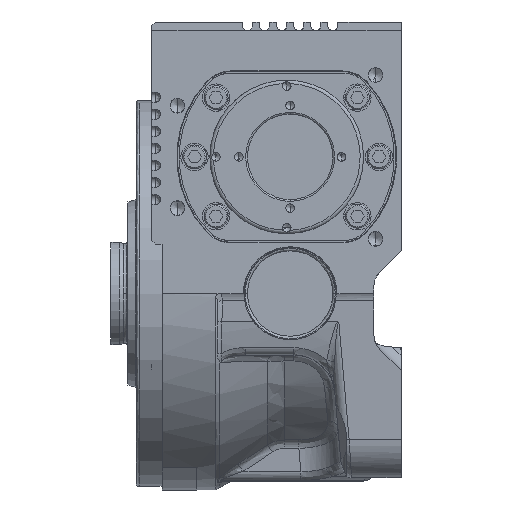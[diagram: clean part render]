
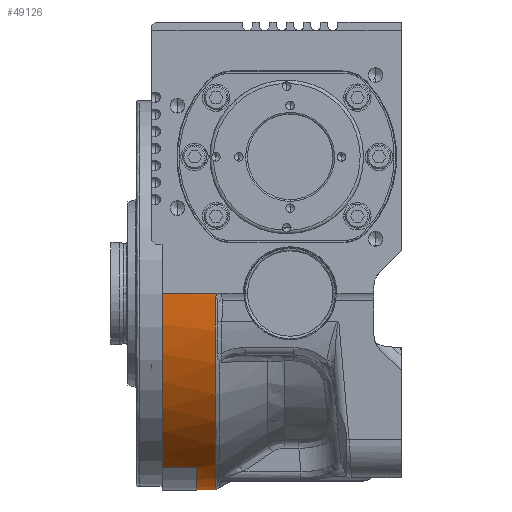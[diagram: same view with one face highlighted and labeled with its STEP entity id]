
A CAD part, left-side view. The second image highlights one B-rep face of the part: STEP entity #49126.
In plain terms, the highlighted cylindrical face has radius 57.5 mm (diameter 115 mm), a partial arc.
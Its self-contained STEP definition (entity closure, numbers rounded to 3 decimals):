
#80 = ORIENTED_EDGE ( 'NONE', *, *, #32717, .T. ) ;
#3204 = DIRECTION ( 'NONE',  ( 0., -1., 0. ) ) ;
#4397 = DIRECTION ( 'NONE',  ( 0., 1., 0. ) ) ;
#4924 = DIRECTION ( 'NONE',  ( 0., -1., 0. ) ) ;
#5090 = CARTESIAN_POINT ( 'NONE',  ( -57.499, 21.5, -0.383 ) ) ;
#7000 = DIRECTION ( 'NONE',  ( 0., -1., 0. ) ) ;
#7092 = CARTESIAN_POINT ( 'NONE',  ( 57.499, 21.5, -0.381 ) ) ;
#8126 = ORIENTED_EDGE ( 'NONE', *, *, #15915, .T. ) ;
#8749 = EDGE_CURVE ( 'NONE', #27717, #76553, #17756, .T. ) ;
#8914 = LINE ( 'NONE', #22987, #75056 ) ;
#9089 = CARTESIAN_POINT ( 'NONE',  ( -26.464, 21.5, -51.048 ) ) ;
#9156 = CIRCLE ( 'NONE', #70555, 57.5 ) ;
#9536 = DIRECTION ( 'NONE',  ( 0., 1., 0. ) ) ;
#9898 = CARTESIAN_POINT ( 'NONE',  ( 57.488, 21.86, -1.155 ) ) ;
#10243 = CARTESIAN_POINT ( 'NONE',  ( 57.488, 21.86, -1.155 ) ) ;
#10427 = VECTOR ( 'NONE', #4924, 1000. ) ;
#11338 = CARTESIAN_POINT ( 'NONE',  ( 57.5, 40.5, 0. ) ) ;
#13196 = VERTEX_POINT ( 'NONE', #51992 ) ;
#15915 = EDGE_CURVE ( 'NONE', #76553, #67963, #46503, .T. ) ;
#16273 = EDGE_CURVE ( 'NONE', #19715, #27717, #49319, .T. ) ;
#16763 = LINE ( 'NONE', #9089, #29993 ) ;
#17331 = AXIS2_PLACEMENT_3D ( 'NONE', #59180, #3204, #21997 ) ;
#17756 = LINE ( 'NONE', #11338, #10427 ) ;
#19008 = B_SPLINE_CURVE_WITH_KNOTS ( 'NONE', 3,
 ( #64408, #56309, #76378, #57158 ),
 .UNSPECIFIED., .F., .F.,
 ( 4, 4 ),
 ( 0., 1. ),
 .UNSPECIFIED. ) ;
#19261 = DIRECTION ( 'NONE',  ( -1., 0., 0. ) ) ;
#19715 = VERTEX_POINT ( 'NONE', #21185 ) ;
#20094 = VERTEX_POINT ( 'NONE', #31972 ) ;
#21185 = CARTESIAN_POINT ( 'NONE',  ( 26.464, 37.5, -51.048 ) ) ;
#21997 = DIRECTION ( 'NONE',  ( -1., 0., 0. ) ) ;
#22794 = CIRCLE ( 'NONE', #80054, 57.5 ) ;
#22825 = VERTEX_POINT ( 'NONE', #69156 ) ;
#22902 = VERTEX_POINT ( 'NONE', #5090 ) ;
#22987 = CARTESIAN_POINT ( 'NONE',  ( -57.5, 40.5, 0. ) ) ;
#23223 = VERTEX_POINT ( 'NONE', #62220 ) ;
#23507 = B_SPLINE_CURVE_WITH_KNOTS ( 'NONE', 3,
 ( #53429, #40163, #33755, #66656 ),
 .UNSPECIFIED., .F., .F.,
 ( 4, 4 ),
 ( 0., 1. ),
 .UNSPECIFIED. ) ;
#25620 = EDGE_CURVE ( 'NONE', #43348, #20094, #22794, .T. ) ;
#25635 = DIRECTION ( 'NONE',  ( 0., 1., 0. ) ) ;
#25746 = ORIENTED_EDGE ( 'NONE', *, *, #74596, .T. ) ;
#26574 = CARTESIAN_POINT ( 'NONE',  ( -57.499, 21.5, -0.383 ) ) ;
#27717 = VERTEX_POINT ( 'NONE', #54007 ) ;
#28244 = CARTESIAN_POINT ( 'NONE',  ( -57.488, 21.86, -1.155 ) ) ;
#28994 = CARTESIAN_POINT ( 'NONE',  ( 0., 21.86, -57.5 ) ) ;
#29275 = EDGE_CURVE ( 'NONE', #63392, #55905, #9156, .T. ) ;
#29883 = CARTESIAN_POINT ( 'NONE',  ( 57.499, 21.5, -0.385 ) ) ;
#29993 = VECTOR ( 'NONE', #49224, 1000. ) ;
#30034 = ORIENTED_EDGE ( 'NONE', *, *, #29275, .T. ) ;
#30526 = EDGE_CURVE ( 'NONE', #76983, #13196, #54151, .T. ) ;
#31200 = CARTESIAN_POINT ( 'NONE',  ( 0., 21.86, 0. ) ) ;
#31972 = CARTESIAN_POINT ( 'NONE',  ( 26.464, 27.5, -51.048 ) ) ;
#32717 = EDGE_CURVE ( 'NONE', #67963, #22825, #19008, .T. ) ;
#33755 = CARTESIAN_POINT ( 'NONE',  ( -57.497, 21.74, -0.59 ) ) ;
#33837 = CARTESIAN_POINT ( 'NONE',  ( -57.5, 21.5, -0.128 ) ) ;
#35443 = EDGE_CURVE ( 'NONE', #13196, #43348, #16763, .T. ) ;
#36552 = CARTESIAN_POINT ( 'NONE',  ( -57.5, 37.5, 0. ) ) ;
#39415 = CARTESIAN_POINT ( 'NONE',  ( 0., 21.86, 0. ) ) ;
#39451 = DIRECTION ( 'NONE',  ( -1., 0., 0. ) ) ;
#40163 = CARTESIAN_POINT ( 'NONE',  ( -57.495, 21.86, -0.846 ) ) ;
#40917 = ORIENTED_EDGE ( 'NONE', *, *, #54262, .T. ) ;
#41580 = VECTOR ( 'NONE', #9536, 1000. ) ;
#41644 = CARTESIAN_POINT ( 'NONE',  ( -26.464, 27.5, -51.048 ) ) ;
#42397 = LINE ( 'NONE', #74028, #41580 ) ;
#43307 = CARTESIAN_POINT ( 'NONE',  ( 0., 37.5, 0. ) ) ;
#43348 = VERTEX_POINT ( 'NONE', #41644 ) ;
#45005 = DIRECTION ( 'NONE',  ( 0., -1., 0. ) ) ;
#45239 = ORIENTED_EDGE ( 'NONE', *, *, #48443, .T. ) ;
#45790 = DIRECTION ( 'NONE',  ( -1., 0., 0. ) ) ;
#46503 = B_SPLINE_CURVE_WITH_KNOTS ( 'NONE', 3,
 ( #53631, #66435, #52766, #7092 ),
 .UNSPECIFIED., .F., .F.,
 ( 4, 4 ),
 ( 0., 1. ),
 .UNSPECIFIED. ) ;
#48443 = EDGE_CURVE ( 'NONE', #55905, #51908, #78932, .T. ) ;
#48786 = EDGE_LOOP ( 'NONE', ( #53358, #66102, #56950, #68402, #64692, #8126, #80, #53468, #30034, #45239, #40917, #25746, #55287, #53131 ) ) ;
#49126 = ADVANCED_FACE ( 'NONE', ( #59532 ), #76561, .T. ) ;
#49224 = DIRECTION ( 'NONE',  ( 0., -1., 0. ) ) ;
#49319 = CIRCLE ( 'NONE', #62985, 57.5 ) ;
#51908 = VERTEX_POINT ( 'NONE', #28244 ) ;
#51992 = CARTESIAN_POINT ( 'NONE',  ( -26.464, 37.5, -51.048 ) ) ;
#52766 = CARTESIAN_POINT ( 'NONE',  ( 57.5, 21.5, -0.254 ) ) ;
#53131 = ORIENTED_EDGE ( 'NONE', *, *, #30526, .T. ) ;
#53358 = ORIENTED_EDGE ( 'NONE', *, *, #35443, .T. ) ;
#53429 = CARTESIAN_POINT ( 'NONE',  ( -57.488, 21.86, -1.155 ) ) ;
#53468 = ORIENTED_EDGE ( 'NONE', *, *, #54333, .T. ) ;
#53631 = CARTESIAN_POINT ( 'NONE',  ( 57.5, 21.5, 0. ) ) ;
#54007 = CARTESIAN_POINT ( 'NONE',  ( 57.5, 37.5, 0. ) ) ;
#54151 = CIRCLE ( 'NONE', #17331, 57.5 ) ;
#54262 = EDGE_CURVE ( 'NONE', #51908, #22902, #23507, .T. ) ;
#54333 = EDGE_CURVE ( 'NONE', #22825, #63392, #57995, .T. ) ;
#54354 = AXIS2_PLACEMENT_3D ( 'NONE', #39415, #77865, #45790 ) ;
#54865 = CARTESIAN_POINT ( 'NONE',  ( 57.5, 21.5, 0. ) ) ;
#55287 = ORIENTED_EDGE ( 'NONE', *, *, #70740, .T. ) ;
#55905 = VERTEX_POINT ( 'NONE', #28994 ) ;
#56309 = CARTESIAN_POINT ( 'NONE',  ( 57.499, 21.5, -0.382 ) ) ;
#56365 = CARTESIAN_POINT ( 'NONE',  ( 57.497, 21.74, -0.59 ) ) ;
#56950 = ORIENTED_EDGE ( 'NONE', *, *, #84252, .T. ) ;
#57158 = CARTESIAN_POINT ( 'NONE',  ( 57.499, 21.5, -0.385 ) ) ;
#57239 = AXIS2_PLACEMENT_3D ( 'NONE', #75295, #4397, #62041 ) ;
#57995 = B_SPLINE_CURVE_WITH_KNOTS ( 'NONE', 3,
 ( #29883, #56365, #61914, #10243 ),
 .UNSPECIFIED., .F., .F.,
 ( 4, 4 ),
 ( 0., 1. ),
 .UNSPECIFIED. ) ;
#59180 = CARTESIAN_POINT ( 'NONE',  ( 0., 37.5, 0. ) ) ;
#59532 = FACE_OUTER_BOUND ( 'NONE', #48786, .T. ) ;
#60324 = CARTESIAN_POINT ( 'NONE',  ( -57.5, 21.5, -0.257 ) ) ;
#61914 = CARTESIAN_POINT ( 'NONE',  ( 57.495, 21.86, -0.846 ) ) ;
#62041 = DIRECTION ( 'NONE',  ( -1., 0., 0. ) ) ;
#62220 = CARTESIAN_POINT ( 'NONE',  ( -57.5, 21.5, 0. ) ) ;
#62985 = AXIS2_PLACEMENT_3D ( 'NONE', #43307, #45005, #69386 ) ;
#63392 = VERTEX_POINT ( 'NONE', #9898 ) ;
#64408 = CARTESIAN_POINT ( 'NONE',  ( 57.499, 21.5, -0.381 ) ) ;
#64692 = ORIENTED_EDGE ( 'NONE', *, *, #8749, .T. ) ;
#66102 = ORIENTED_EDGE ( 'NONE', *, *, #25620, .T. ) ;
#66339 = CARTESIAN_POINT ( 'NONE',  ( 0., 27.5, 0. ) ) ;
#66435 = CARTESIAN_POINT ( 'NONE',  ( 57.5, 21.5, -0.127 ) ) ;
#66656 = CARTESIAN_POINT ( 'NONE',  ( -57.499, 21.5, -0.383 ) ) ;
#67146 = CARTESIAN_POINT ( 'NONE',  ( -57.5, 21.5, 0. ) ) ;
#67963 = VERTEX_POINT ( 'NONE', #76577 ) ;
#68360 = B_SPLINE_CURVE_WITH_KNOTS ( 'NONE', 3,
 ( #26574, #60324, #33837, #67146 ),
 .UNSPECIFIED., .F., .F.,
 ( 4, 4 ),
 ( 0., 1. ),
 .UNSPECIFIED. ) ;
#68402 = ORIENTED_EDGE ( 'NONE', *, *, #16273, .T. ) ;
#69156 = CARTESIAN_POINT ( 'NONE',  ( 57.499, 21.5, -0.385 ) ) ;
#69386 = DIRECTION ( 'NONE',  ( -1., 0., 0. ) ) ;
#70555 = AXIS2_PLACEMENT_3D ( 'NONE', #31200, #25635, #19261 ) ;
#70740 = EDGE_CURVE ( 'NONE', #23223, #76983, #8914, .T. ) ;
#74028 = CARTESIAN_POINT ( 'NONE',  ( 26.464, 21.5, -51.048 ) ) ;
#74596 = EDGE_CURVE ( 'NONE', #22902, #23223, #68360, .T. ) ;
#75056 = VECTOR ( 'NONE', #75103, 1000. ) ;
#75103 = DIRECTION ( 'NONE',  ( 0., 1., 0. ) ) ;
#75295 = CARTESIAN_POINT ( 'NONE',  ( 0., 21.5, 0. ) ) ;
#76378 = CARTESIAN_POINT ( 'NONE',  ( 57.499, 21.5, -0.384 ) ) ;
#76553 = VERTEX_POINT ( 'NONE', #54865 ) ;
#76561 = CYLINDRICAL_SURFACE ( 'NONE', #57239, 57.5 ) ;
#76577 = CARTESIAN_POINT ( 'NONE',  ( 57.499, 21.5, -0.381 ) ) ;
#76983 = VERTEX_POINT ( 'NONE', #36552 ) ;
#77865 = DIRECTION ( 'NONE',  ( 0., 1., 0. ) ) ;
#78932 = CIRCLE ( 'NONE', #54354, 57.5 ) ;
#80054 = AXIS2_PLACEMENT_3D ( 'NONE', #66339, #7000, #39451 ) ;
#84252 = EDGE_CURVE ( 'NONE', #20094, #19715, #42397, .T. ) ;
